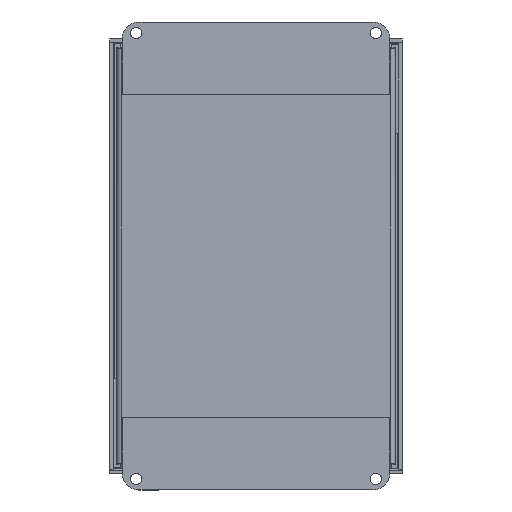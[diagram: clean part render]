
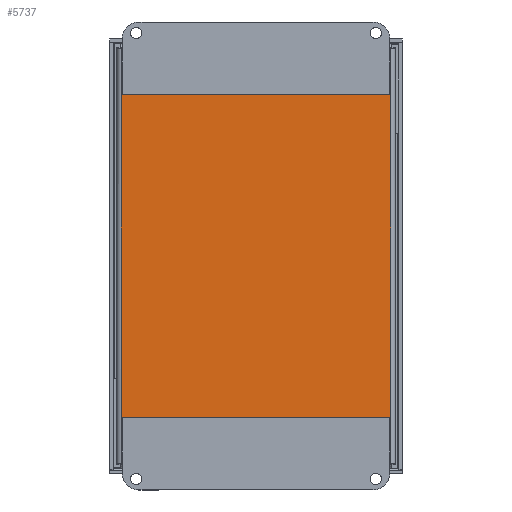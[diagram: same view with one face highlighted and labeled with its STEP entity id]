
A CAD part, top view. The second image highlights one B-rep face of the part: STEP entity #5737.
In plain terms, the highlighted face is planar.
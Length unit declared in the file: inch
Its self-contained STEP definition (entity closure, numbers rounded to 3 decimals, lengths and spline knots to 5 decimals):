
#661=PLANE('',#6248);
#1084=LINE('',#9553,#1563);
#1089=LINE('',#9632,#1568);
#1094=LINE('',#9711,#1573);
#1099=LINE('',#9789,#1578);
#1563=VECTOR('',#7580,6.0395);
#1568=VECTOR('',#7591,9.2895);
#1573=VECTOR('',#7604,9.2895);
#1578=VECTOR('',#7617,6.0395);
#1981=FACE_OUTER_BOUND('',#2350,.T.);
#2350=EDGE_LOOP('',(#5139,#5140,#5141,#5142));
#3031=VERTEX_POINT('',#9544);
#3032=VERTEX_POINT('',#9552);
#3035=VERTEX_POINT('',#9631);
#3037=VERTEX_POINT('',#9703);
#3720=EDGE_CURVE('',#3032,#3031,#1084,.T.);
#3729=EDGE_CURVE('',#3035,#3032,#1089,.T.);
#3738=EDGE_CURVE('',#3031,#3037,#1094,.T.);
#3747=EDGE_CURVE('',#3037,#3035,#1099,.T.);
#5139=ORIENTED_EDGE('',*,*,#3720,.T.);
#5140=ORIENTED_EDGE('',*,*,#3738,.T.);
#5141=ORIENTED_EDGE('',*,*,#3747,.T.);
#5142=ORIENTED_EDGE('',*,*,#3729,.T.);
#5737=ADVANCED_FACE('',(#1981),#661,.F.);
#6248=AXIS2_PLACEMENT_3D('',#9856,#7626,#7627);
#7580=DIRECTION('',(-1.,0.,0.));
#7591=DIRECTION('',(0.,-1.,0.));
#7604=DIRECTION('',(0.,1.,0.));
#7617=DIRECTION('',(1.,0.,0.));
#7626=DIRECTION('center_axis',(0.,0.,1.));
#7627=DIRECTION('ref_axis',(1.,0.,0.));
#9544=CARTESIAN_POINT('',(0.10525,0.10525,0.));
#9552=CARTESIAN_POINT('',(6.14475,0.10525,0.));
#9553=CARTESIAN_POINT('',(4.63488,0.10525,0.));
#9631=CARTESIAN_POINT('',(6.14475,9.39475,0.));
#9632=CARTESIAN_POINT('',(6.14475,7.07238,0.));
#9703=CARTESIAN_POINT('',(0.10525,9.39475,0.));
#9711=CARTESIAN_POINT('',(0.10525,2.42763,0.));
#9789=CARTESIAN_POINT('',(1.61513,9.39475,0.));
#9856=CARTESIAN_POINT('Origin',(3.125,4.75,0.));
